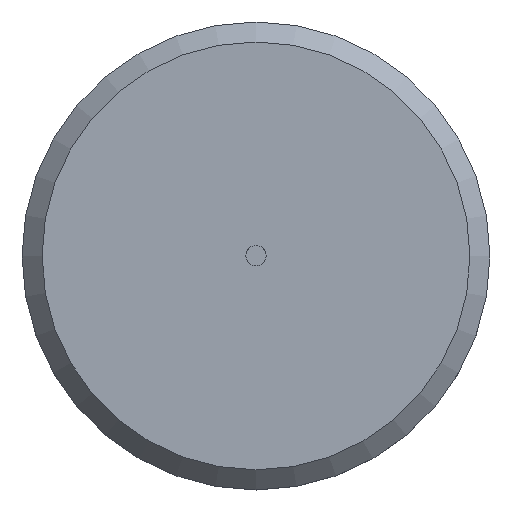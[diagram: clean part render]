
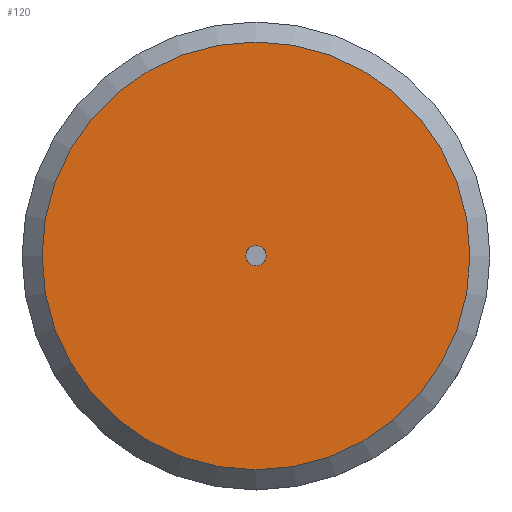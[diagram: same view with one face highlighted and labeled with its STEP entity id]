
A CAD part, top view. The second image highlights one B-rep face of the part: STEP entity #120.
In plain terms, the highlighted planar face has unit normal (0, 0, 1).
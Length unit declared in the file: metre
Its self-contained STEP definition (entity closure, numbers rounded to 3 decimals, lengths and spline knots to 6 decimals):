
#18=PLANE('',#161);
#23=CIRCLE('',#159,0.0015);
#25=CIRCLE('',#162,0.032);
#39=ORIENTED_EDGE('',*,*,#55,.T.);
#40=ORIENTED_EDGE('',*,*,#53,.T.);
#53=EDGE_CURVE('',#63,#63,#23,.T.);
#55=EDGE_CURVE('',#65,#65,#25,.F.);
#63=VERTEX_POINT('',#249);
#65=VERTEX_POINT('',#254);
#81=EDGE_LOOP('',(#39));
#82=EDGE_LOOP('',(#40));
#101=FACE_BOUND('',#81,.T.);
#102=FACE_BOUND('',#82,.T.);
#120=ADVANCED_FACE('',(#101,#102),#18,.F.);
#159=AXIS2_PLACEMENT_3D('',#248,#189,#190);
#161=AXIS2_PLACEMENT_3D('',#252,#193,#194);
#162=AXIS2_PLACEMENT_3D('',#253,#195,#196);
#189=DIRECTION('',(0.,0.,-1.));
#190=DIRECTION('',(-1.,0.,0.));
#193=DIRECTION('',(0.,0.,-1.));
#194=DIRECTION('',(-1.,0.,0.));
#195=DIRECTION('',(0.,0.,-1.));
#196=DIRECTION('',(-1.,0.,0.));
#248=CARTESIAN_POINT('',(0.,0.,0.012));
#249=CARTESIAN_POINT('',(-0.0015,0.,0.012));
#252=CARTESIAN_POINT('',(-0.01825,0.,0.012));
#253=CARTESIAN_POINT('',(0.,0.,0.012));
#254=CARTESIAN_POINT('',(-0.032,0.,0.012));
